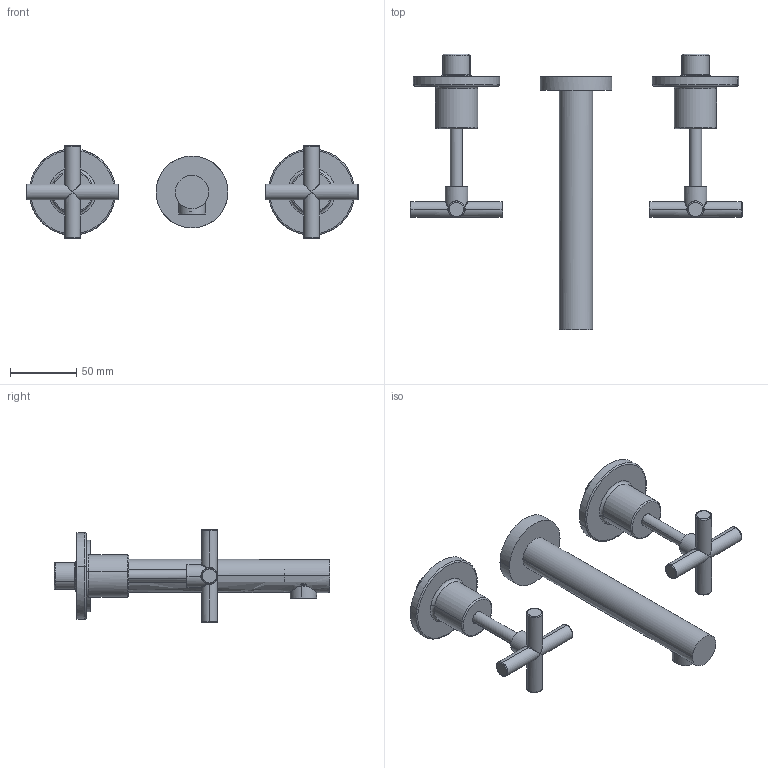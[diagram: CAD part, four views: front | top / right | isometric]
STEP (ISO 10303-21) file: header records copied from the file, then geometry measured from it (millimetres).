
FILE_DESCRIPTION(/* description */ (''),/* implementation_level */ '2;1');
FILE_NAME(/* name */ 'STEP - 2219821',/* time_stamp */ '2025-05-20T09:49:27+10:00',/* author */ (''),/* organization */ (''),/* preprocessor_version */ 'ST-DEVELOPER v16.5',/* originating_system */ 'Rhino 7.37',/* authorisation */ '');
FILE_SCHEMA (('AUTOMOTIVE_DESIGN'));
Length unit declared in the file: millimetre
Products named in the file (13): Document; 26142; WASHER 19-10.5-2.7; 7L aerator2; 0112-2; 26112; fh008-1; 8745-25-18; 8745-312; 0022-8; ORING11.4-1.86; fh008; 8745-25-24
Assembly tree (19 placements, depth 3):
  Document
    26142
      WASHER 19-10.5-2.7
      7L aerator2
      0112-2
    26112
      fh008-1  x2
      8745-25-18  x2
      8745-312  x2
      0022-8  x2
      ORING11.4-1.86  x2
      fh008  x2
      8745-25-24  x2
Bounding box: 250 x 207.63 x 70 mm (x, y, z)
Volume: 120793.8 mm3; surface area: 98596.4 mm2
Topology: 16 solids, 18 shells, 645 faces, 1634 edges, 1041 vertices
Faces by surface type: cylinder 325, bspline 172, plane 148
Entity records: 30934 total; most frequent: CARTESIAN_POINT 24675, ORIENTED_EDGE 1848, EDGE_CURVE 926, VERTEX_POINT 594, B_SPLINE_CURVE_WITH_KNOTS 446, EDGE_LOOP 403, ADVANCED_FACE 372, FACE_OUTER_BOUND 372
